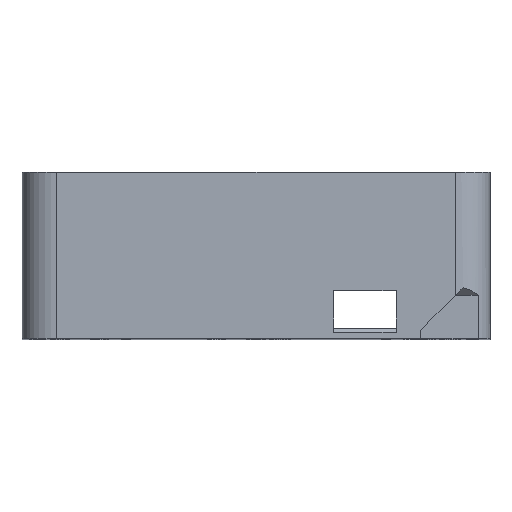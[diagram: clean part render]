
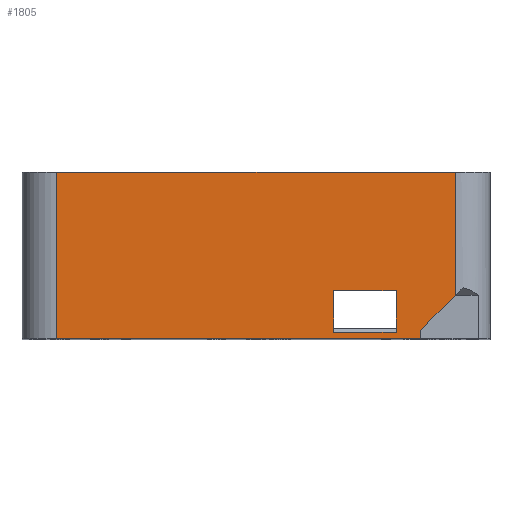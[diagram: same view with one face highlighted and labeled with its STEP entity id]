
A CAD part, top view. The second image highlights one B-rep face of the part: STEP entity #1805.
In plain terms, the highlighted planar face has unit normal (0, 0, 1).
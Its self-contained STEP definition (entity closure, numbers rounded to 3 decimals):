
#10 = ORIENTED_EDGE ( 'NONE', *, *, #5316, .T. ) ;
#50 = LINE ( 'NONE', #4112, #2676 ) ;
#63 = VERTEX_POINT ( 'NONE', #5714 ) ;
#211 = DIRECTION ( 'NONE',  ( 0., -1., 0. ) ) ;
#240 = DIRECTION ( 'NONE',  ( 0., 1., 0. ) ) ;
#271 = ORIENTED_EDGE ( 'NONE', *, *, #356, .F. ) ;
#331 = ORIENTED_EDGE ( 'NONE', *, *, #1905, .T. ) ;
#356 = EDGE_CURVE ( 'NONE', #3068, #1797, #50, .T. ) ;
#445 = DIRECTION ( 'NONE',  ( 1., 0., 0. ) ) ;
#498 = LINE ( 'NONE', #3259, #4125 ) ;
#644 = EDGE_CURVE ( 'NONE', #2053, #63, #2409, .T. ) ;
#715 = CARTESIAN_POINT ( 'NONE',  ( 40.41, 1.9, 67.5 ) ) ;
#786 = AXIS2_PLACEMENT_3D ( 'NONE', #4109, #1306, #6002 ) ;
#807 = PLANE ( 'NONE',  #786 ) ;
#906 = DIRECTION ( 'NONE',  ( 0., -1., 0. ) ) ;
#1106 = VECTOR ( 'NONE', #2658, 1000. ) ;
#1157 = CARTESIAN_POINT ( 'NONE',  ( 22.41, 13.9, 67.5 ) ) ;
#1261 = DIRECTION ( 'NONE',  ( 1., 0., 0. ) ) ;
#1306 = DIRECTION ( 'NONE',  ( 0., 0., -1. ) ) ;
#1345 = VERTEX_POINT ( 'NONE', #4260 ) ;
#1346 = VERTEX_POINT ( 'NONE', #5162 ) ;
#1438 = CARTESIAN_POINT ( 'NONE',  ( 57.5, 3., 67.5 ) ) ;
#1448 = LINE ( 'NONE', #1438, #4860 ) ;
#1661 = CARTESIAN_POINT ( 'NONE',  ( -57.5, 48., 67.5 ) ) ;
#1791 = CARTESIAN_POINT ( 'NONE',  ( 40.41, 13.9, 67.5 ) ) ;
#1797 = VERTEX_POINT ( 'NONE', #1791 ) ;
#1805 = ADVANCED_FACE ( 'NONE', ( #5520, #4075 ), #807, .F. ) ;
#1823 = VECTOR ( 'NONE', #3264, 1000. ) ;
#1871 = LINE ( 'NONE', #6041, #5439 ) ;
#1905 = EDGE_CURVE ( 'NONE', #1346, #3562, #1448, .T. ) ;
#2053 = VERTEX_POINT ( 'NONE', #2350 ) ;
#2236 = ORIENTED_EDGE ( 'NONE', *, *, #644, .F. ) ;
#2268 = CARTESIAN_POINT ( 'NONE',  ( -57.5, 48., 67.5 ) ) ;
#2341 = ORIENTED_EDGE ( 'NONE', *, *, #2622, .F. ) ;
#2350 = CARTESIAN_POINT ( 'NONE',  ( 22.41, 13.9, 67.5 ) ) ;
#2375 = CARTESIAN_POINT ( 'NONE',  ( 47.5, 0., 67.5 ) ) ;
#2409 = LINE ( 'NONE', #1157, #4881 ) ;
#2481 = VECTOR ( 'NONE', #6003, 1000. ) ;
#2622 = EDGE_CURVE ( 'NONE', #1797, #2053, #1871, .T. ) ;
#2658 = DIRECTION ( 'NONE',  ( 0., -1., 0. ) ) ;
#2676 = VECTOR ( 'NONE', #240, 1000. ) ;
#2814 = DIRECTION ( 'NONE',  ( 0., 1., 0. ) ) ;
#2859 = EDGE_CURVE ( 'NONE', #63, #3068, #498, .T. ) ;
#2944 = VERTEX_POINT ( 'NONE', #1661 ) ;
#2960 = EDGE_CURVE ( 'NONE', #2944, #5421, #5930, .T. ) ;
#3068 = VERTEX_POINT ( 'NONE', #715 ) ;
#3259 = CARTESIAN_POINT ( 'NONE',  ( 40.41, 1.9, 67.5 ) ) ;
#3264 = DIRECTION ( 'NONE',  ( -0.707, -0.707, 0. ) ) ;
#3291 = CARTESIAN_POINT ( 'NONE',  ( 47.5, 2.5, 67.5 ) ) ;
#3467 = LINE ( 'NONE', #5034, #2481 ) ;
#3553 = CARTESIAN_POINT ( 'NONE',  ( 47.5, 0., 67.5 ) ) ;
#3562 = VERTEX_POINT ( 'NONE', #5273 ) ;
#3805 = LINE ( 'NONE', #3553, #1106 ) ;
#3978 = ORIENTED_EDGE ( 'NONE', *, *, #2960, .T. ) ;
#4075 = FACE_BOUND ( 'NONE', #4754, .T. ) ;
#4109 = CARTESIAN_POINT ( 'NONE',  ( -67.5, 3., 67.5 ) ) ;
#4112 = CARTESIAN_POINT ( 'NONE',  ( 40.41, 13.9, 67.5 ) ) ;
#4125 = VECTOR ( 'NONE', #445, 1000. ) ;
#4126 = ORIENTED_EDGE ( 'NONE', *, *, #4376, .F. ) ;
#4180 = LINE ( 'NONE', #3291, #1823 ) ;
#4260 = CARTESIAN_POINT ( 'NONE',  ( 47.5, 2.5, 67.5 ) ) ;
#4338 = VECTOR ( 'NONE', #1261, 1000. ) ;
#4376 = EDGE_CURVE ( 'NONE', #2944, #3562, #4762, .T. ) ;
#4401 = CARTESIAN_POINT ( 'NONE',  ( -57.5, 3., 67.5 ) ) ;
#4404 = EDGE_CURVE ( 'NONE', #1345, #6103, #3805, .T. ) ;
#4535 = DIRECTION ( 'NONE',  ( -1., 0., 0. ) ) ;
#4695 = CARTESIAN_POINT ( 'NONE',  ( -57.5, 0., 67.5 ) ) ;
#4754 = EDGE_LOOP ( 'NONE', ( #2236, #2341, #271, #5052 ) ) ;
#4762 = LINE ( 'NONE', #2268, #4338 ) ;
#4783 = EDGE_LOOP ( 'NONE', ( #10, #4888, #5549, #331, #4126, #3978 ) ) ;
#4860 = VECTOR ( 'NONE', #2814, 1000. ) ;
#4881 = VECTOR ( 'NONE', #906, 1000. ) ;
#4888 = ORIENTED_EDGE ( 'NONE', *, *, #4404, .F. ) ;
#4928 = EDGE_CURVE ( 'NONE', #1346, #1345, #4180, .T. ) ;
#5034 = CARTESIAN_POINT ( 'NONE',  ( -67.5, 0., 67.5 ) ) ;
#5052 = ORIENTED_EDGE ( 'NONE', *, *, #2859, .F. ) ;
#5162 = CARTESIAN_POINT ( 'NONE',  ( 57.5, 12.5, 67.5 ) ) ;
#5273 = CARTESIAN_POINT ( 'NONE',  ( 57.5, 48., 67.5 ) ) ;
#5316 = EDGE_CURVE ( 'NONE', #5421, #6103, #3467, .T. ) ;
#5421 = VERTEX_POINT ( 'NONE', #4695 ) ;
#5439 = VECTOR ( 'NONE', #4535, 1000. ) ;
#5520 = FACE_OUTER_BOUND ( 'NONE', #4783, .T. ) ;
#5549 = ORIENTED_EDGE ( 'NONE', *, *, #4928, .F. ) ;
#5572 = VECTOR ( 'NONE', #211, 1000. ) ;
#5714 = CARTESIAN_POINT ( 'NONE',  ( 22.41, 1.9, 67.5 ) ) ;
#5930 = LINE ( 'NONE', #4401, #5572 ) ;
#6002 = DIRECTION ( 'NONE',  ( -1., 0., 0. ) ) ;
#6003 = DIRECTION ( 'NONE',  ( 1., 0., 0. ) ) ;
#6041 = CARTESIAN_POINT ( 'NONE',  ( 40.41, 13.9, 67.5 ) ) ;
#6103 = VERTEX_POINT ( 'NONE', #2375 ) ;
